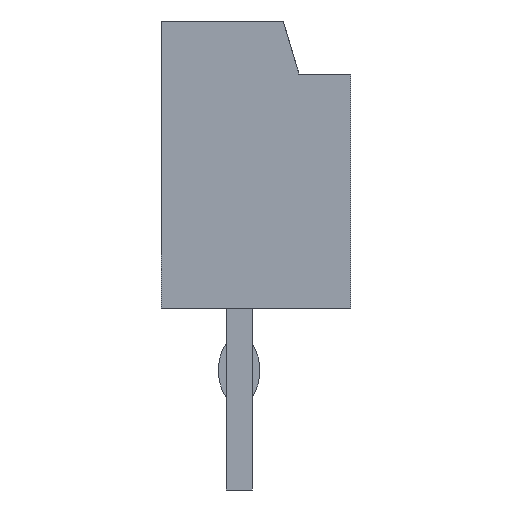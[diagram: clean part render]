
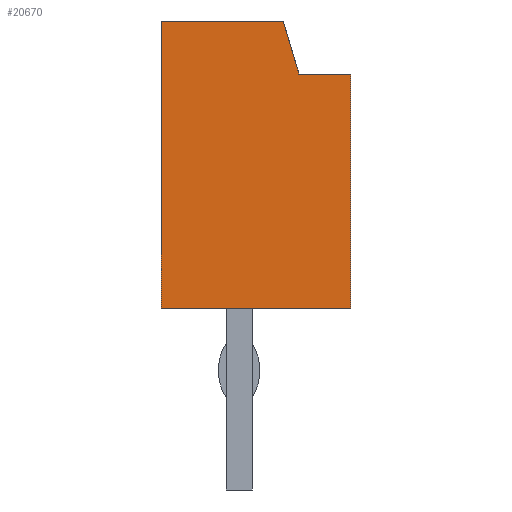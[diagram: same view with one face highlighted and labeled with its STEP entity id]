
A CAD part, left-side view. The second image highlights one B-rep face of the part: STEP entity #20670.
In plain terms, the highlighted planar face has unit normal (-1, 0, 0).
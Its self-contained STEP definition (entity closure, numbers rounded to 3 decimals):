
#32 = PLANE('',#33);
#33 = AXIS2_PLACEMENT_3D('',#34,#35,#36);
#34 = CARTESIAN_POINT('',(12.,1.5,2.75));
#35 = DIRECTION('',(0.,-1.,0.));
#36 = DIRECTION('',(1.,0.,0.));
#1457 = VERTEX_POINT('',#1458);
#1458 = CARTESIAN_POINT('',(-2.,1.5,5.5));
#1472 = PLANE('',#1473);
#1473 = AXIS2_PLACEMENT_3D('',#1474,#1475,#1476);
#1474 = CARTESIAN_POINT('',(26.,1.5,5.5));
#1475 = DIRECTION('',(0.,0.,1.));
#1476 = DIRECTION('',(-1.,0.,0.));
#1484 = EDGE_CURVE('',#1457,#1485,#1487,.T.);
#1485 = VERTEX_POINT('',#1486);
#1486 = CARTESIAN_POINT('',(-2.,1.5,0.));
#1487 = SURFACE_CURVE('',#1488,(#1492,#1499),.PCURVE_S1.);
#1488 = LINE('',#1489,#1490);
#1489 = CARTESIAN_POINT('',(-2.,1.5,5.5));
#1490 = VECTOR('',#1491,1.);
#1491 = DIRECTION('',(0.,0.,-1.));
#1492 = PCURVE('',#32,#1493);
#1493 = DEFINITIONAL_REPRESENTATION('',(#1494),#1498);
#1494 = LINE('',#1495,#1496);
#1495 = CARTESIAN_POINT('',(-14.,2.75));
#1496 = VECTOR('',#1497,1.);
#1497 = DIRECTION('',(0.,-1.));
#1498 = ( GEOMETRIC_REPRESENTATION_CONTEXT(2) 
PARAMETRIC_REPRESENTATION_CONTEXT() REPRESENTATION_CONTEXT('2D SPACE',''
  ) );
#1499 = PCURVE('',#1500,#1505);
#1500 = PLANE('',#1501);
#1501 = AXIS2_PLACEMENT_3D('',#1502,#1503,#1504);
#1502 = CARTESIAN_POINT('',(-2.,1.5,5.5));
#1503 = DIRECTION('',(-1.,0.,0.));
#1504 = DIRECTION('',(0.,0.,-1.));
#1505 = DEFINITIONAL_REPRESENTATION('',(#1506),#1510);
#1506 = LINE('',#1507,#1508);
#1507 = CARTESIAN_POINT('',(0.,0.));
#1508 = VECTOR('',#1509,1.);
#1509 = DIRECTION('',(1.,0.));
#1510 = ( GEOMETRIC_REPRESENTATION_CONTEXT(2) 
PARAMETRIC_REPRESENTATION_CONTEXT() REPRESENTATION_CONTEXT('2D SPACE',''
  ) );
#1528 = PLANE('',#1529);
#1529 = AXIS2_PLACEMENT_3D('',#1530,#1531,#1532);
#1530 = CARTESIAN_POINT('',(-2.,1.5,0.));
#1531 = DIRECTION('',(0.,0.,-1.));
#1532 = DIRECTION('',(1.,0.,0.));
#1899 = PLANE('',#1900);
#1900 = AXIS2_PLACEMENT_3D('',#1901,#1902,#1903);
#1901 = CARTESIAN_POINT('',(12.,-2.15,2.75));
#1902 = DIRECTION('',(0.,-1.,0.));
#1903 = DIRECTION('',(1.,0.,0.));
#4461 = PLANE('',#4462);
#4462 = AXIS2_PLACEMENT_3D('',#4463,#4464,#4465);
#4463 = CARTESIAN_POINT('',(26.,-2.15,4.5));
#4464 = DIRECTION('',(0.,0.,-1.));
#4465 = DIRECTION('',(0.,1.,0.));
#4489 = PLANE('',#4490);
#4490 = AXIS2_PLACEMENT_3D('',#4491,#4492,#4493);
#4491 = CARTESIAN_POINT('',(26.,-1.15,4.5));
#4492 = DIRECTION('',(0.,0.958,-0.287));
#4493 = DIRECTION('',(0.,0.287,0.958));
#4660 = VERTEX_POINT('',#4661);
#4661 = CARTESIAN_POINT('',(-2.,-0.85,5.5));
#4682 = EDGE_CURVE('',#1457,#4660,#4683,.T.);
#4683 = SURFACE_CURVE('',#4684,(#4688,#4695),.PCURVE_S1.);
#4684 = LINE('',#4685,#4686);
#4685 = CARTESIAN_POINT('',(-2.,1.5,5.5));
#4686 = VECTOR('',#4687,1.);
#4687 = DIRECTION('',(0.,-1.,0.));
#4688 = PCURVE('',#1472,#4689);
#4689 = DEFINITIONAL_REPRESENTATION('',(#4690),#4694);
#4690 = LINE('',#4691,#4692);
#4691 = CARTESIAN_POINT('',(28.,0.));
#4692 = VECTOR('',#4693,1.);
#4693 = DIRECTION('',(0.,1.));
#4694 = ( GEOMETRIC_REPRESENTATION_CONTEXT(2) 
PARAMETRIC_REPRESENTATION_CONTEXT() REPRESENTATION_CONTEXT('2D SPACE',''
  ) );
#4695 = PCURVE('',#1500,#4696);
#4696 = DEFINITIONAL_REPRESENTATION('',(#4697),#4701);
#4697 = LINE('',#4698,#4699);
#4698 = CARTESIAN_POINT('',(0.,0.));
#4699 = VECTOR('',#4700,1.);
#4700 = DIRECTION('',(0.,1.));
#4701 = ( GEOMETRIC_REPRESENTATION_CONTEXT(2) 
PARAMETRIC_REPRESENTATION_CONTEXT() REPRESENTATION_CONTEXT('2D SPACE',''
  ) );
#5215 = VERTEX_POINT('',#5216);
#5216 = CARTESIAN_POINT('',(-2.,-1.15,4.5));
#5237 = EDGE_CURVE('',#5215,#4660,#5238,.T.);
#5238 = SURFACE_CURVE('',#5239,(#5243,#5250),.PCURVE_S1.);
#5239 = LINE('',#5240,#5241);
#5240 = CARTESIAN_POINT('',(-2.,-1.15,4.5));
#5241 = VECTOR('',#5242,1.);
#5242 = DIRECTION('',(0.,0.287,0.958));
#5243 = PCURVE('',#4489,#5244);
#5244 = DEFINITIONAL_REPRESENTATION('',(#5245),#5249);
#5245 = LINE('',#5246,#5247);
#5246 = CARTESIAN_POINT('',(0.,-28.));
#5247 = VECTOR('',#5248,1.);
#5248 = DIRECTION('',(1.,0.));
#5249 = ( GEOMETRIC_REPRESENTATION_CONTEXT(2) 
PARAMETRIC_REPRESENTATION_CONTEXT() REPRESENTATION_CONTEXT('2D SPACE',''
  ) );
#5250 = PCURVE('',#1500,#5251);
#5251 = DEFINITIONAL_REPRESENTATION('',(#5252),#5256);
#5252 = LINE('',#5253,#5254);
#5253 = CARTESIAN_POINT('',(1.,2.65));
#5254 = VECTOR('',#5255,1.);
#5255 = DIRECTION('',(-0.958,-0.287));
#5256 = ( GEOMETRIC_REPRESENTATION_CONTEXT(2) 
PARAMETRIC_REPRESENTATION_CONTEXT() REPRESENTATION_CONTEXT('2D SPACE',''
  ) );
#5362 = VERTEX_POINT('',#5363);
#5363 = CARTESIAN_POINT('',(-2.,-2.15,4.5));
#5384 = EDGE_CURVE('',#5362,#5215,#5385,.T.);
#5385 = SURFACE_CURVE('',#5386,(#5390,#5397),.PCURVE_S1.);
#5386 = LINE('',#5387,#5388);
#5387 = CARTESIAN_POINT('',(-2.,-2.15,4.5));
#5388 = VECTOR('',#5389,1.);
#5389 = DIRECTION('',(0.,1.,0.));
#5390 = PCURVE('',#4461,#5391);
#5391 = DEFINITIONAL_REPRESENTATION('',(#5392),#5396);
#5392 = LINE('',#5393,#5394);
#5393 = CARTESIAN_POINT('',(0.,-28.));
#5394 = VECTOR('',#5395,1.);
#5395 = DIRECTION('',(1.,0.));
#5396 = ( GEOMETRIC_REPRESENTATION_CONTEXT(2) 
PARAMETRIC_REPRESENTATION_CONTEXT() REPRESENTATION_CONTEXT('2D SPACE',''
  ) );
#5397 = PCURVE('',#1500,#5398);
#5398 = DEFINITIONAL_REPRESENTATION('',(#5399),#5403);
#5399 = LINE('',#5400,#5401);
#5400 = CARTESIAN_POINT('',(1.,3.65));
#5401 = VECTOR('',#5402,1.);
#5402 = DIRECTION('',(0.,-1.));
#5403 = ( GEOMETRIC_REPRESENTATION_CONTEXT(2) 
PARAMETRIC_REPRESENTATION_CONTEXT() REPRESENTATION_CONTEXT('2D SPACE',''
  ) );
#5558 = VERTEX_POINT('',#5559);
#5559 = CARTESIAN_POINT('',(-2.,-2.15,0.));
#5580 = EDGE_CURVE('',#5362,#5558,#5581,.T.);
#5581 = SURFACE_CURVE('',#5582,(#5586,#5593),.PCURVE_S1.);
#5582 = LINE('',#5583,#5584);
#5583 = CARTESIAN_POINT('',(-2.,-2.15,4.5));
#5584 = VECTOR('',#5585,1.);
#5585 = DIRECTION('',(0.,0.,-1.));
#5586 = PCURVE('',#1899,#5587);
#5587 = DEFINITIONAL_REPRESENTATION('',(#5588),#5592);
#5588 = LINE('',#5589,#5590);
#5589 = CARTESIAN_POINT('',(-14.,1.75));
#5590 = VECTOR('',#5591,1.);
#5591 = DIRECTION('',(0.,-1.));
#5592 = ( GEOMETRIC_REPRESENTATION_CONTEXT(2) 
PARAMETRIC_REPRESENTATION_CONTEXT() REPRESENTATION_CONTEXT('2D SPACE',''
  ) );
#5593 = PCURVE('',#1500,#5594);
#5594 = DEFINITIONAL_REPRESENTATION('',(#5595),#5599);
#5595 = LINE('',#5596,#5597);
#5596 = CARTESIAN_POINT('',(1.,3.65));
#5597 = VECTOR('',#5598,1.);
#5598 = DIRECTION('',(1.,0.));
#5599 = ( GEOMETRIC_REPRESENTATION_CONTEXT(2) 
PARAMETRIC_REPRESENTATION_CONTEXT() REPRESENTATION_CONTEXT('2D SPACE',''
  ) );
#7864 = EDGE_CURVE('',#1485,#5558,#7865,.T.);
#7865 = SURFACE_CURVE('',#7866,(#7870,#7877),.PCURVE_S1.);
#7866 = LINE('',#7867,#7868);
#7867 = CARTESIAN_POINT('',(-2.,1.5,0.));
#7868 = VECTOR('',#7869,1.);
#7869 = DIRECTION('',(0.,-1.,0.));
#7870 = PCURVE('',#1528,#7871);
#7871 = DEFINITIONAL_REPRESENTATION('',(#7872),#7876);
#7872 = LINE('',#7873,#7874);
#7873 = CARTESIAN_POINT('',(0.,0.));
#7874 = VECTOR('',#7875,1.);
#7875 = DIRECTION('',(0.,1.));
#7876 = ( GEOMETRIC_REPRESENTATION_CONTEXT(2) 
PARAMETRIC_REPRESENTATION_CONTEXT() REPRESENTATION_CONTEXT('2D SPACE',''
  ) );
#7877 = PCURVE('',#1500,#7878);
#7878 = DEFINITIONAL_REPRESENTATION('',(#7879),#7883);
#7879 = LINE('',#7880,#7881);
#7880 = CARTESIAN_POINT('',(5.5,0.));
#7881 = VECTOR('',#7882,1.);
#7882 = DIRECTION('',(0.,1.));
#7883 = ( GEOMETRIC_REPRESENTATION_CONTEXT(2) 
PARAMETRIC_REPRESENTATION_CONTEXT() REPRESENTATION_CONTEXT('2D SPACE',''
  ) );
#20670 = ADVANCED_FACE('',(#20671),#1500,.T.);
#20671 = FACE_BOUND('',#20672,.F.);
#20672 = EDGE_LOOP('',(#20673,#20674,#20675,#20676,#20677,#20678));
#20673 = ORIENTED_EDGE('',*,*,#5384,.F.);
#20674 = ORIENTED_EDGE('',*,*,#5580,.T.);
#20675 = ORIENTED_EDGE('',*,*,#7864,.F.);
#20676 = ORIENTED_EDGE('',*,*,#1484,.F.);
#20677 = ORIENTED_EDGE('',*,*,#4682,.T.);
#20678 = ORIENTED_EDGE('',*,*,#5237,.F.);
